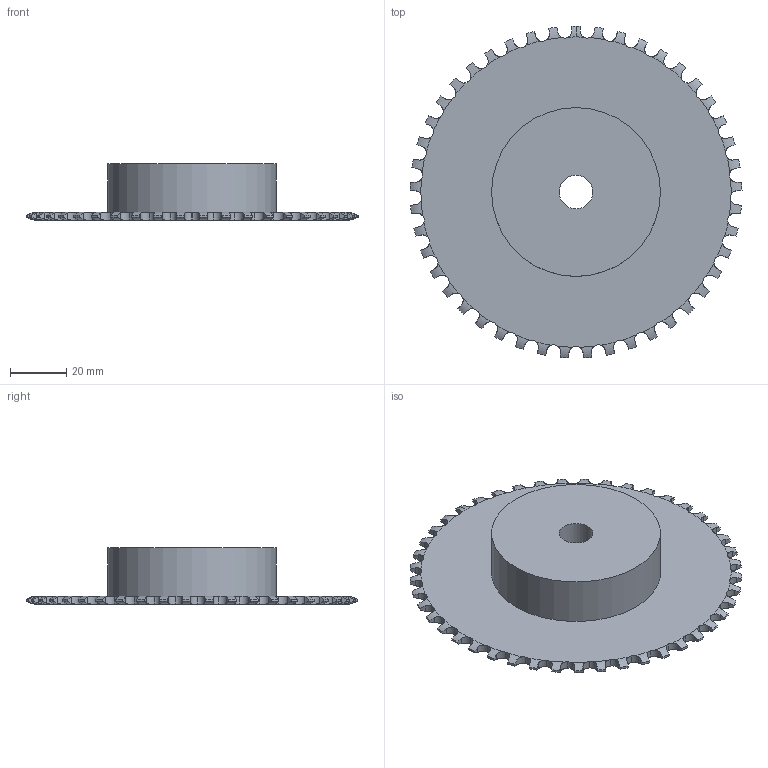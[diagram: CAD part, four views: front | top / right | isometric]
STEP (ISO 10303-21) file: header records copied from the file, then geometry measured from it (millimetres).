
FILE_DESCRIPTION(('FreeCAD Model'),'2;1');
FILE_NAME('Open CASCADE Shape Model','2021-03-07T16:52:17',( 'Simone Bignetti'),(''),'Open CASCADE STEP processor 7.4','FreeCAD', 'Unknown');
FILE_SCHEMA(('AUTOMOTIVE_DESIGN { 1 0 10303 214 1 1 1 1 }'));
Length unit declared in the file: millimetre
Products named in the file (1): Hole
Bounding box: 117.99 x 117.94 x 20 mm (x, y, z)
Volume: 74350.2 mm3; surface area: 25312.8 mm2
Topology: 1 solids, 1 shells, 413 faces, 1228 edges, 819 vertices
Faces by surface type: cylinder 227, plane 94, revolution 92
Full cylindrical faces by diameter (mm): 12 x1, 60 x1
Entity records: 42483 total; most frequent: CARTESIAN_POINT 19967, DIRECTION 3667, ORIENTED_EDGE 2456, PCURVE 2456, DEFINITIONAL_REPRESENTATION 2456, LINE 1865, VECTOR 1865, EDGE_CURVE 1228
